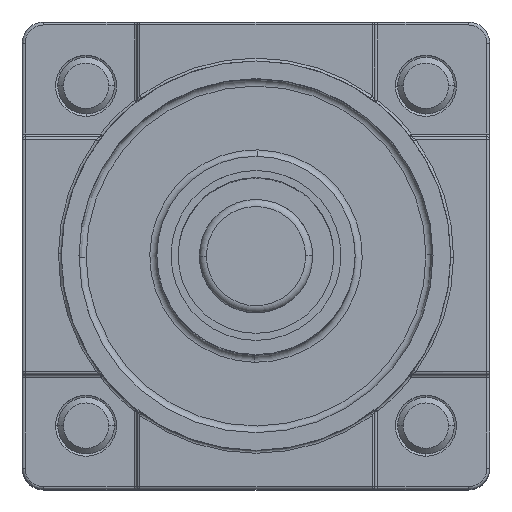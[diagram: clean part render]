
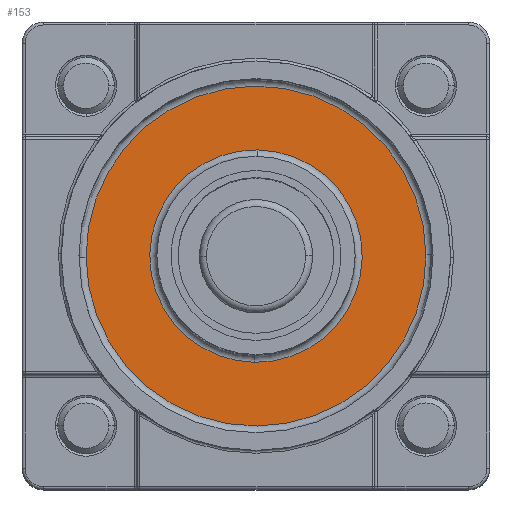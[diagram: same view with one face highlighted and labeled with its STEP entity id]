
A CAD part, top view. The second image highlights one B-rep face of the part: STEP entity #153.
In plain terms, the highlighted planar face has unit normal (0, 0, 1).
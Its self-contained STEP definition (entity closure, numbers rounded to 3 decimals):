
#153=ADVANCED_FACE('',(#803,#804),#805,.F.);
#803=FACE_OUTER_BOUND('',#2073,.T.);
#804=FACE_BOUND('',#2074,.T.);
#805=PLANE('',#2075);
#2073=EDGE_LOOP('',(#4270,#4271));
#2074=EDGE_LOOP('',(#4272,#4273));
#2075=AXIS2_PLACEMENT_3D('',#4274,#4275,#4276);
#4270=ORIENTED_EDGE('',*,*,#8581,.T.);
#4271=ORIENTED_EDGE('',*,*,#8577,.T.);
#4272=ORIENTED_EDGE('',*,*,#8583,.F.);
#4273=ORIENTED_EDGE('',*,*,#8568,.F.);
#4274=CARTESIAN_POINT('',(0.0,0.0,-11.6));
#4275=DIRECTION('',(0.0,0.0,-1.0));
#4276=DIRECTION('',(0.0,-1.0,0.0));
#8568=EDGE_CURVE('',#10055,#10057,#10058,.T.);
#8577=EDGE_CURVE('',#10074,#10072,#10075,.T.);
#8581=EDGE_CURVE('',#10072,#10074,#10080,.T.);
#8583=EDGE_CURVE('',#10057,#10055,#10082,.T.);
#10055=VERTEX_POINT('',#12319);
#10057=VERTEX_POINT('',#12321);
#10058=CIRCLE('',#12322,7.5);
#10072=VERTEX_POINT('',#12338);
#10074=VERTEX_POINT('',#12340);
#10075=CIRCLE('',#12341,12.);
#10080=CIRCLE('',#12346,12.);
#10082=CIRCLE('',#12348,7.5);
#12319=CARTESIAN_POINT('',(0.093,7.499,-11.6));
#12321=CARTESIAN_POINT('',(-0.093,-7.499,-11.6));
#12322=AXIS2_PLACEMENT_3D('',#15306,#15307,#15308);
#12338=CARTESIAN_POINT('',(12.,0.083,-11.6));
#12340=CARTESIAN_POINT('',(-12.,-0.083,-11.6));
#12341=AXIS2_PLACEMENT_3D('',#15329,#15330,#15331);
#12346=AXIS2_PLACEMENT_3D('',#15341,#15342,#15343);
#12348=AXIS2_PLACEMENT_3D('',#15347,#15348,#15349);
#15306=CARTESIAN_POINT('',(0.0,0.0,-11.6));
#15307=DIRECTION('',(0.0,0.0,1.0));
#15308=DIRECTION('',(-0.012,-1.,0.0));
#15329=CARTESIAN_POINT('',(0.0,0.0,-11.6));
#15330=DIRECTION('',(0.0,0.0,1.0));
#15331=DIRECTION('',(-1.,-0.007,0.0));
#15341=CARTESIAN_POINT('',(0.0,0.0,-11.6));
#15342=DIRECTION('',(0.0,0.0,1.0));
#15343=DIRECTION('',(-1.,-0.007,0.0));
#15347=CARTESIAN_POINT('',(0.0,0.0,-11.6));
#15348=DIRECTION('',(0.0,0.0,1.0));
#15349=DIRECTION('',(-0.012,-1.,0.0));
